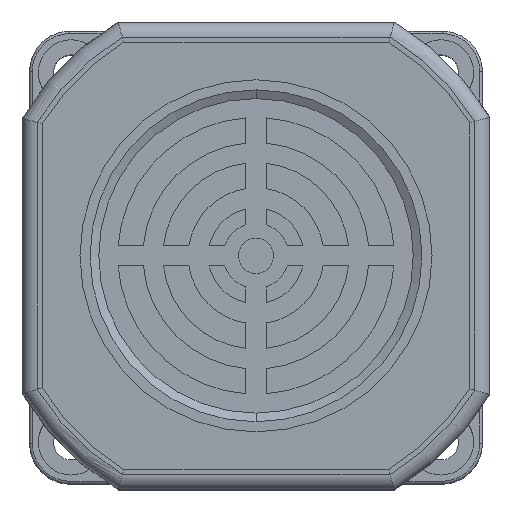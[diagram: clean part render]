
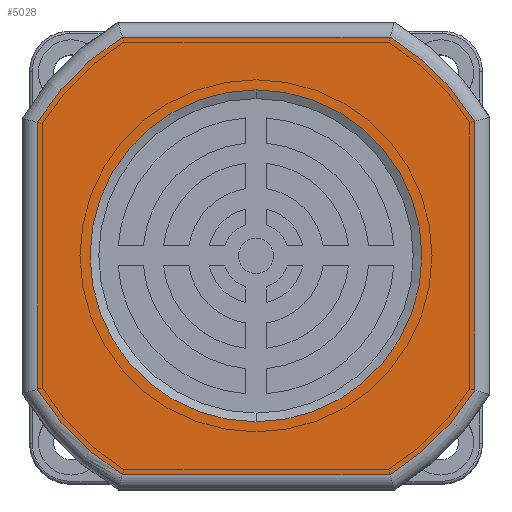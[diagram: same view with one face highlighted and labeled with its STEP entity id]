
A CAD part, top view. The second image highlights one B-rep face of the part: STEP entity #5028.
In plain terms, the highlighted face is planar.
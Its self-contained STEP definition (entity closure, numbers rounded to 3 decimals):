
#210 = VERTEX_POINT ( 'NONE', #17762 ) ;
#347 = EDGE_LOOP ( 'NONE', ( #16722, #17354 ) ) ;
#431 = CARTESIAN_POINT ( 'NONE',  ( 43.5, 0., 26.705 ) ) ;
#517 = EDGE_CURVE ( 'NONE', #15355, #14749, #18132, .T. ) ;
#536 = CARTESIAN_POINT ( 'NONE',  ( -43.5, 0., 26.54 ) ) ;
#556 = PLANE ( 'NONE',  #16350 ) ;
#592 = AXIS2_PLACEMENT_3D ( 'NONE', #16885, #7001, #18535 ) ;
#593 = ORIENTED_EDGE ( 'NONE', *, *, #3799, .T. ) ;
#785 = CARTESIAN_POINT ( 'NONE',  ( -26.572, 0., 43.5 ) ) ;
#816 = CARTESIAN_POINT ( 'NONE',  ( 26.673, 0., 43.5 ) ) ;
#1014 = EDGE_CURVE ( 'NONE', #9639, #2997, #16322, .T. ) ;
#1302 = LINE ( 'NONE', #9699, #14500 ) ;
#1327 = CARTESIAN_POINT ( 'NONE',  ( -26.572, 0., -43.5 ) ) ;
#1655 = VECTOR ( 'NONE', #3508, 1000. ) ;
#2153 = AXIS2_PLACEMENT_3D ( 'NONE', #19490, #9588, #21150 ) ;
#2190 = DIRECTION ( 'NONE',  ( 0., 0., 1. ) ) ;
#2853 = DIRECTION ( 'NONE',  ( 0., -1., 0. ) ) ;
#2955 = CIRCLE ( 'NONE', #14447, 51. ) ;
#2997 = VERTEX_POINT ( 'NONE', #1327 ) ;
#3360 = CARTESIAN_POINT ( 'NONE',  ( -43.5, 0., -26.54 ) ) ;
#3508 = DIRECTION ( 'NONE',  ( -1., 0., 0. ) ) ;
#3514 = ORIENTED_EDGE ( 'NONE', *, *, #1014, .T. ) ;
#3799 = EDGE_CURVE ( 'NONE', #2997, #19492, #17240, .T. ) ;
#3962 = AXIS2_PLACEMENT_3D ( 'NONE', #7088, #18635, #8731 ) ;
#4081 = VECTOR ( 'NONE', #11346, 1000. ) ;
#4750 = EDGE_CURVE ( 'NONE', #17000, #5400, #12880, .T. ) ;
#5028 = ADVANCED_FACE ( 'NONE', ( #9229, #5377 ), #556, .F. ) ;
#5062 = ORIENTED_EDGE ( 'NONE', *, *, #7691, .T. ) ;
#5377 = FACE_BOUND ( 'NONE', #347, .T. ) ;
#5400 = VERTEX_POINT ( 'NONE', #536 ) ;
#5699 = CARTESIAN_POINT ( 'NONE',  ( 26.673, 0., -43.5 ) ) ;
#5870 = CARTESIAN_POINT ( 'NONE',  ( 0.05, 0., 0. ) ) ;
#6454 = EDGE_LOOP ( 'NONE', ( #11056, #3514, #593, #15734, #18910, #5062, #6815, #21144 ) ) ;
#6815 = ORIENTED_EDGE ( 'NONE', *, *, #7461, .T. ) ;
#6986 = CIRCLE ( 'NONE', #3962, 33. ) ;
#7001 = DIRECTION ( 'NONE',  ( 0., -1., 0. ) ) ;
#7088 = CARTESIAN_POINT ( 'NONE',  ( 0., 0., 0. ) ) ;
#7461 = EDGE_CURVE ( 'NONE', #8758, #17000, #10967, .T. ) ;
#7517 = DIRECTION ( 'NONE',  ( 0., 0., 1. ) ) ;
#7652 = CARTESIAN_POINT ( 'NONE',  ( 43.5, 0., -26.705 ) ) ;
#7691 = EDGE_CURVE ( 'NONE', #14749, #8758, #2955, .T. ) ;
#8364 = CARTESIAN_POINT ( 'NONE',  ( 43.5, 0., 0. ) ) ;
#8618 = EDGE_CURVE ( 'NONE', #210, #15420, #6986, .T. ) ;
#8674 = CARTESIAN_POINT ( 'NONE',  ( 0.05, 0., 0. ) ) ;
#8731 = DIRECTION ( 'NONE',  ( 0., 0., -1. ) ) ;
#8758 = VERTEX_POINT ( 'NONE', #816 ) ;
#9229 = FACE_OUTER_BOUND ( 'NONE', #6454, .T. ) ;
#9560 = DIRECTION ( 'NONE',  ( 0., 0., -1. ) ) ;
#9588 = DIRECTION ( 'NONE',  ( 0., -1., 0. ) ) ;
#9639 = VERTEX_POINT ( 'NONE', #3360 ) ;
#9699 = CARTESIAN_POINT ( 'NONE',  ( -43.5, 0., 0. ) ) ;
#10334 = DIRECTION ( 'NONE',  ( 0., 0., 1. ) ) ;
#10427 = CARTESIAN_POINT ( 'NONE',  ( 0.05, 0., 0. ) ) ;
#10967 = LINE ( 'NONE', #13379, #1655 ) ;
#11026 = AXIS2_PLACEMENT_3D ( 'NONE', #8674, #20249, #10334 ) ;
#11056 = ORIENTED_EDGE ( 'NONE', *, *, #19658, .T. ) ;
#11346 = DIRECTION ( 'NONE',  ( 1., 0., 0. ) ) ;
#12084 = DIRECTION ( 'NONE',  ( 0., 1., 0. ) ) ;
#12766 = CARTESIAN_POINT ( 'NONE',  ( 0.05, 0., 0. ) ) ;
#12880 = CIRCLE ( 'NONE', #21178, 51. ) ;
#13379 = CARTESIAN_POINT ( 'NONE',  ( 0.05, 0., 43.5 ) ) ;
#14279 = VECTOR ( 'NONE', #19924, 1000. ) ;
#14409 = DIRECTION ( 'NONE',  ( 0., 0., 1. ) ) ;
#14447 = AXIS2_PLACEMENT_3D ( 'NONE', #5870, #17414, #7517 ) ;
#14500 = VECTOR ( 'NONE', #9560, 1000. ) ;
#14749 = VERTEX_POINT ( 'NONE', #431 ) ;
#15271 = CIRCLE ( 'NONE', #592, 33. ) ;
#15355 = VERTEX_POINT ( 'NONE', #7652 ) ;
#15420 = VERTEX_POINT ( 'NONE', #19352 ) ;
#15635 = EDGE_CURVE ( 'NONE', #15420, #210, #15271, .T. ) ;
#15734 = ORIENTED_EDGE ( 'NONE', *, *, #19158, .T. ) ;
#16322 = CIRCLE ( 'NONE', #11026, 51. ) ;
#16350 = AXIS2_PLACEMENT_3D ( 'NONE', #10427, #12084, #2190 ) ;
#16722 = ORIENTED_EDGE ( 'NONE', *, *, #8618, .F. ) ;
#16885 = CARTESIAN_POINT ( 'NONE',  ( 0., 0., 0. ) ) ;
#17000 = VERTEX_POINT ( 'NONE', #785 ) ;
#17240 = LINE ( 'NONE', #21248, #4081 ) ;
#17354 = ORIENTED_EDGE ( 'NONE', *, *, #15635, .F. ) ;
#17414 = DIRECTION ( 'NONE',  ( 0., -1., 0. ) ) ;
#17762 = CARTESIAN_POINT ( 'NONE',  ( 0., 0., -33. ) ) ;
#17850 = CIRCLE ( 'NONE', #2153, 51. ) ;
#18132 = LINE ( 'NONE', #8364, #14279 ) ;
#18535 = DIRECTION ( 'NONE',  ( 0., 0., -1. ) ) ;
#18635 = DIRECTION ( 'NONE',  ( 0., -1., 0. ) ) ;
#18910 = ORIENTED_EDGE ( 'NONE', *, *, #517, .T. ) ;
#19158 = EDGE_CURVE ( 'NONE', #19492, #15355, #17850, .T. ) ;
#19352 = CARTESIAN_POINT ( 'NONE',  ( 0., 0., 33. ) ) ;
#19490 = CARTESIAN_POINT ( 'NONE',  ( 0.05, 0., 0. ) ) ;
#19492 = VERTEX_POINT ( 'NONE', #5699 ) ;
#19658 = EDGE_CURVE ( 'NONE', #5400, #9639, #1302, .T. ) ;
#19924 = DIRECTION ( 'NONE',  ( 0., 0., 1. ) ) ;
#20249 = DIRECTION ( 'NONE',  ( 0., -1., 0. ) ) ;
#21144 = ORIENTED_EDGE ( 'NONE', *, *, #4750, .T. ) ;
#21150 = DIRECTION ( 'NONE',  ( 0., 0., 1. ) ) ;
#21178 = AXIS2_PLACEMENT_3D ( 'NONE', #12766, #2853, #14409 ) ;
#21248 = CARTESIAN_POINT ( 'NONE',  ( 0.05, 0., -43.5 ) ) ;
